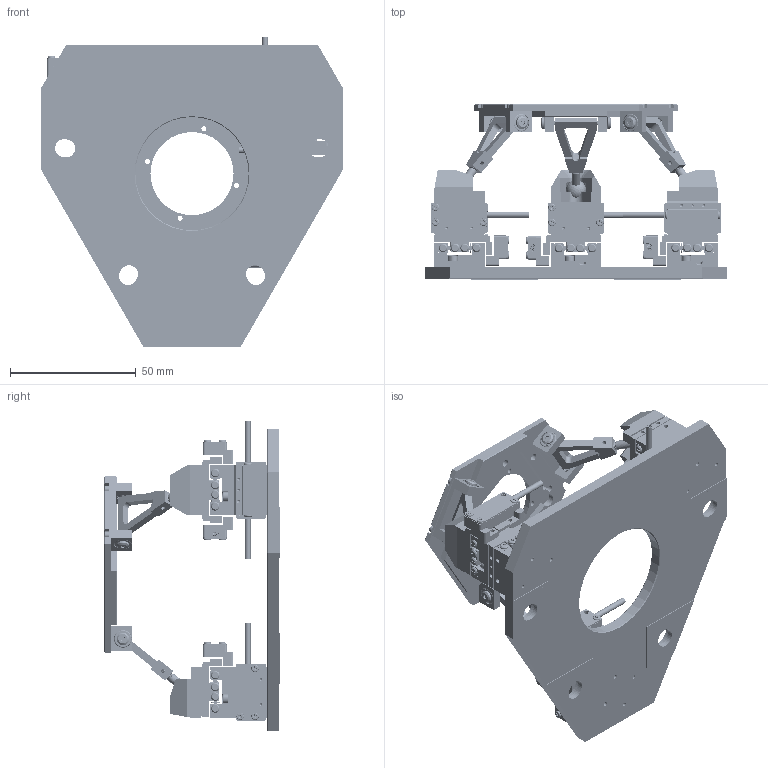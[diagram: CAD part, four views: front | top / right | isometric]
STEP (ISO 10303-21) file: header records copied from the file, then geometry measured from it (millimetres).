
FILE_DESCRIPTION (( 'STEP AP214' ), '1' );
FILE_NAME ('X-BOT-120, Demo Assembly.STEP', '2023-02-09T17:33:54', ( '' ), ( '' ), 'SwSTEP 2.0', 'SolidWorks 2020', '' );
FILE_SCHEMA (( 'AUTOMOTIVE_DESIGN' ));
Length unit declared in the file: millimetre
Products named in the file (42): PPS-20, PM, 12mm Travel, No Ears, Absolute Enc_demo; TFC-421 Silver Braided Cable_L5; PZ01RL Glass Scale_L20; 430379 PPS-20, Carriage, L20_20mm; Encoder Optical Absolute Assembly_Silver Cable DEMO; 431487 PPS-20, Encoder Bracket, 8x13 Inductive Encoder; 430863 PPS-20, Base, Two Motor, W20, L20_20; 130160 Bearing, NB, Slide Way, SVW 1000_20mm demo ; Shaft, Demo; Joints, Demo_top; NB Slide Way SVW 1000 Rail_20mm demo; SCREW, MS-PPH, M-JCIS_M2 x 0.4 x 3mm; 431645 Base Platform, 6DOF System, 120mm_12mm square; Hinge, Demo; 431528 Encoder Head Enclosure, Optical Absolute 8x13; SCREW, SHCS-S, M-DIN_M2 x 0.4 x 05mm; 431646-A Carriage, 6DOF System, 70mm; 431529 Encoder Head Enclosure Cover, Optical Absolute  8x13; X-BOT-120, Demo Assembly; Joints, Demo_left; SCREW, MS-PFH, M-DIN_M2 x 0.4 x 06mm; Ball Joint Base, Demo; Joints, Demo_right; NB Slide Way SVW 1000 Cage_SVW 1020-6Z Custom; SCREW, SHCS-S, M-DIN_M1.6 x 0.35 x 03mm; 431314 PPS-20, Scale Bracket, Renishaw RCLC & RKLF Atom, L20_20mm; NB Slide Way SVW 1000 Center Way_SVW 1020
Assembly tree (172 placements, depth 4):
  X-BOT-120, Demo Assembly
    431645 Base Platform, 6DOF System, 120mm_12mm square
    PPS-20, PM, 12mm Travel, No Ears, Absolute Enc_demo
      430863 PPS-20, Base, Two Motor, W20, L20_20
      430379 PPS-20, Carriage, L20_20mm
      130160 Bearing, NB, Slide Way, SVW 1000_20mm demo 
        NB Slide Way SVW 1000 Rail_20mm demo  x2
        NB Slide Way SVW 1000 Center Way_SVW 1020
        NB Slide Way SVW 1000 Cage_SVW 1020-6Z Custom  x2
      431314 PPS-20, Scale Bracket, Renishaw RCLC & RKLF Atom, L20_20mm
      431487 PPS-20, Encoder Bracket, 8x13 Inductive Encoder
      PZ01RL Glass Scale_L20
      Encoder Optical Absolute Assembly_Silver Cable DEMO
        431528 Encoder Head Enclosure, Optical Absolute 8x13
        431529 Encoder Head Enclosure Cover, Optical Absolute  8x13
        SCREW, MS-PPH, M-JCIS_M2 x 0.4 x 3mm  x2
        TFC-421 Silver Braided Cable_L5
      SCREW, MS-PPH, M-JCIS_M2 x 0.4 x 3mm
      SCREW, MS-PFH, M-DIN_M2 x 0.4 x 06mm  x2
    PPS-20, PM, 12mm Travel, No Ears, Absolute Enc_demo
      430863 PPS-20, Base, Two Motor, W20, L20_20
      430379 PPS-20, Carriage, L20_20mm
      130160 Bearing, NB, Slide Way, SVW 1000_20mm demo 
        NB Slide Way SVW 1000 Rail_20mm demo  x2
        NB Slide Way SVW 1000 Center Way_SVW 1020
        NB Slide Way SVW 1000 Cage_SVW 1020-6Z Custom  x2
      431314 PPS-20, Scale Bracket, Renishaw RCLC & RKLF Atom, L20_20mm
      431487 PPS-20, Encoder Bracket, 8x13 Inductive Encoder
      PZ01RL Glass Scale_L20
      Encoder Optical Absolute Assembly_Silver Cable DEMO
        431528 Encoder Head Enclosure, Optical Absolute 8x13
        431529 Encoder Head Enclosure Cover, Optical Absolute  8x13
        SCREW, MS-PPH, M-JCIS_M2 x 0.4 x 3mm  x2
        TFC-421 Silver Braided Cable_L5
      SCREW, MS-PPH, M-JCIS_M2 x 0.4 x 3mm
      SCREW, MS-PFH, M-DIN_M2 x 0.4 x 06mm  x2
    PPS-20, PM, 12mm Travel, No Ears, Absolute Enc_demo
      430863 PPS-20, Base, Two Motor, W20, L20_20
      430379 PPS-20, Carriage, L20_20mm
      130160 Bearing, NB, Slide Way, SVW 1000_20mm demo 
        NB Slide Way SVW 1000 Rail_20mm demo  x2
        NB Slide Way SVW 1000 Center Way_SVW 1020
        NB Slide Way SVW 1000 Cage_SVW 1020-6Z Custom  x2
      431314 PPS-20, Scale Bracket, Renishaw RCLC & RKLF Atom, L20_20mm
      431487 PPS-20, Encoder Bracket, 8x13 Inductive Encoder
      PZ01RL Glass Scale_L20
      Encoder Optical Absolute Assembly_Silver Cable DEMO
        431528 Encoder Head Enclosure, Optical Absolute 8x13
        431529 Encoder Head Enclosure Cover, Optical Absolute  8x13
        SCREW, MS-PPH, M-JCIS_M2 x 0.4 x 3mm  x2
        TFC-421 Silver Braided Cable_L5
      SCREW, MS-PPH, M-JCIS_M2 x 0.4 x 3mm
      SCREW, MS-PFH, M-DIN_M2 x 0.4 x 06mm  x2
    PPS-20, PM, 12mm Travel, No Ears, Absolute Enc_demo
      430863 PPS-20, Base, Two Motor, W20, L20_20
      430379 PPS-20, Carriage, L20_20mm
      130160 Bearing, NB, Slide Way, SVW 1000_20mm demo 
        NB Slide Way SVW 1000 Rail_20mm demo  x2
        NB Slide Way SVW 1000 Center Way_SVW 1020
        NB Slide Way SVW 1000 Cage_SVW 1020-6Z Custom  x2
Bounding box: 120 x 69.51 x 123.13 mm (x, y, z)
Volume: 101247.7 mm3; surface area: 100228.6 mm2
Topology: 229 solids, 376 shells, 12723 faces, 31001 edges, 20009 vertices
Faces by surface type: plane 8767, cylinder 2580, cone 721, torus 460, bspline 177, sphere 18
Entity records: 110049 total; most frequent: CARTESIAN_POINT 41102, DIRECTION 11469, ORIENTED_EDGE 11266, EDGE_CURVE 5633, LINE 3983, VECTOR 3983, AXIS2_PLACEMENT_3D 3743, VERTEX_POINT 3690
